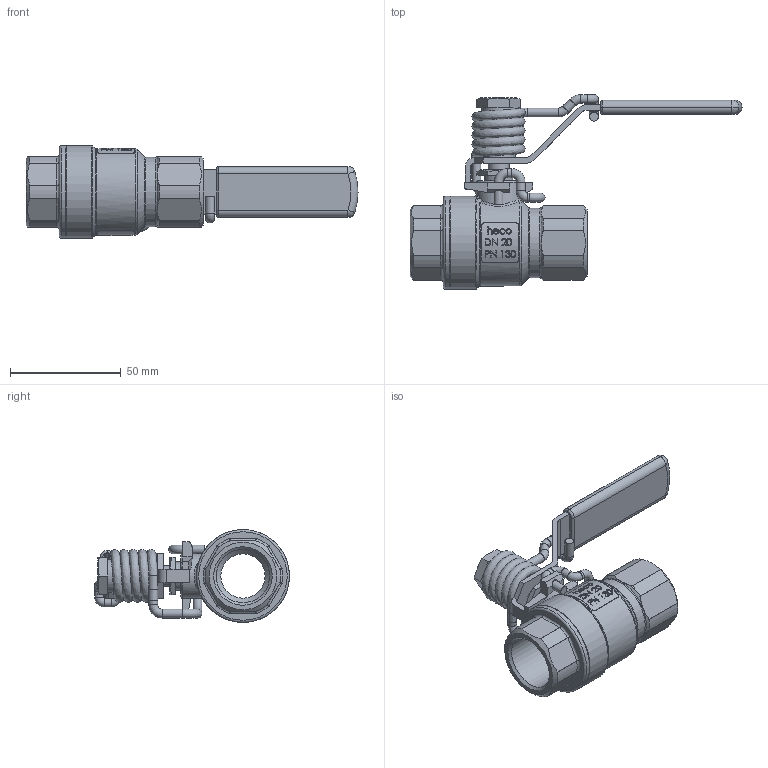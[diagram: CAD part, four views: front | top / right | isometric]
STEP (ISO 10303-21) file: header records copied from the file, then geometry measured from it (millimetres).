
FILE_DESCRIPTION (( 'STEP AP214' ), '1' );
FILE_NAME ('K2FR-034-4 Kugelhahn mit Federrückstellung 2104.STEP', '2021-04-09T09:31:47', ( '' ), ( '' ), 'SwSTEP 2.0', 'SolidWorks 2019', '' );
FILE_SCHEMA (( 'AUTOMOTIVE_DESIGN' ));
Length unit declared in the file: millimetre
Products named in the file (1): K2FR-034-4 Kugelhahn mit Federrückstellung 2104
Bounding box: 150 x 88.03 x 42 mm (x, y, z)
Volume: 80278.7 mm3; surface area: 31679.6 mm2
Topology: 2 solids, 2 shells, 746 faces, 1891 edges, 1203 vertices
Faces by surface type: plane 262, bspline 248, cylinder 151, torus 52, cone 17, sphere 16
Full cylindrical faces by diameter (mm): 4 x17, 4.2 x1, 8.036 x1, 9.5 x1, 12.7 x1, 15 x1, 20 x2, 24.12 x2, 31.5 x1, 42 x2
Entity records: 42587 total; most frequent: CARTESIAN_POINT 18466, ORIENTED_EDGE 3618, DIRECTION 2594, EDGE_CURVE 1809, VERTEX_POINT 1186, AXIS2_PLACEMENT_3D 904, EDGE_LOOP 877, FACE_OUTER_BOUND 795
